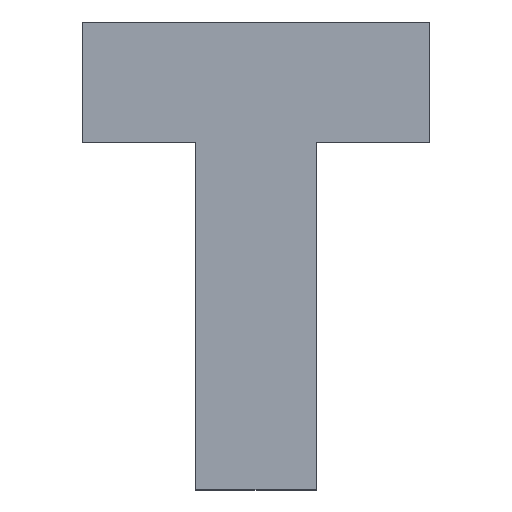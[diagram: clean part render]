
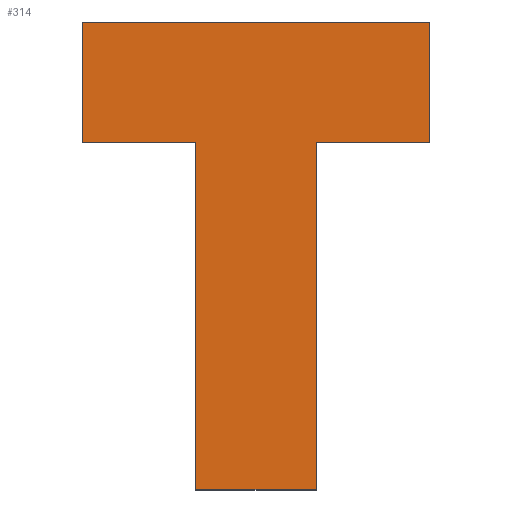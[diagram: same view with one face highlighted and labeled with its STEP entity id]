
A CAD part, top view. The second image highlights one B-rep face of the part: STEP entity #314.
In plain terms, the highlighted planar face has unit normal (0, 0, 1).
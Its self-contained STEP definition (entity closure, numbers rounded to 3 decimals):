
#24 = VERTEX_POINT('',#25);
#25 = CARTESIAN_POINT('',(-13.,13.,13.));
#32 = PLANE('',#33);
#33 = AXIS2_PLACEMENT_3D('',#34,#35,#36);
#34 = CARTESIAN_POINT('',(-13.,13.,-13.));
#35 = DIRECTION('',(1.,0.,0.));
#36 = DIRECTION('',(0.,0.,1.));
#44 = PLANE('',#45);
#45 = AXIS2_PLACEMENT_3D('',#46,#47,#48);
#46 = CARTESIAN_POINT('',(-13.,13.,-13.));
#47 = DIRECTION('',(0.,1.,0.));
#48 = DIRECTION('',(0.,0.,1.));
#85 = VERTEX_POINT('',#86);
#86 = CARTESIAN_POINT('',(-13.,22.,13.));
#100 = PLANE('',#101);
#101 = AXIS2_PLACEMENT_3D('',#102,#103,#104);
#102 = CARTESIAN_POINT('',(-13.,22.,-13.));
#103 = DIRECTION('',(0.,1.,0.));
#104 = DIRECTION('',(0.,0.,1.));
#112 = EDGE_CURVE('',#24,#85,#113,.T.);
#113 = SURFACE_CURVE('',#114,(#118,#125),.PCURVE_S1.);
#114 = LINE('',#115,#116);
#115 = CARTESIAN_POINT('',(-13.,13.,13.));
#116 = VECTOR('',#117,1.);
#117 = DIRECTION('',(0.,1.,0.));
#118 = PCURVE('',#32,#119);
#119 = DEFINITIONAL_REPRESENTATION('',(#120),#124);
#120 = LINE('',#121,#122);
#121 = CARTESIAN_POINT('',(26.,0.));
#122 = VECTOR('',#123,1.);
#123 = DIRECTION('',(0.,-1.));
#124 = ( GEOMETRIC_REPRESENTATION_CONTEXT(2) 
PARAMETRIC_REPRESENTATION_CONTEXT() REPRESENTATION_CONTEXT('2D SPACE',''
  ) );
#125 = PCURVE('',#126,#131);
#126 = PLANE('',#127);
#127 = AXIS2_PLACEMENT_3D('',#128,#129,#130);
#128 = CARTESIAN_POINT('',(-13.,13.,13.));
#129 = DIRECTION('',(0.,0.,1.));
#130 = DIRECTION('',(1.,0.,0.));
#131 = DEFINITIONAL_REPRESENTATION('',(#132),#136);
#132 = LINE('',#133,#134);
#133 = CARTESIAN_POINT('',(0.,0.));
#134 = VECTOR('',#135,1.);
#135 = DIRECTION('',(0.,1.));
#136 = ( GEOMETRIC_REPRESENTATION_CONTEXT(2) 
PARAMETRIC_REPRESENTATION_CONTEXT() REPRESENTATION_CONTEXT('2D SPACE',''
  ) );
#165 = EDGE_CURVE('',#24,#166,#168,.T.);
#166 = VERTEX_POINT('',#167);
#167 = CARTESIAN_POINT('',(-4.5,13.,13.));
#168 = SURFACE_CURVE('',#169,(#173,#180),.PCURVE_S1.);
#169 = LINE('',#170,#171);
#170 = CARTESIAN_POINT('',(-13.,13.,13.));
#171 = VECTOR('',#172,1.);
#172 = DIRECTION('',(1.,0.,0.));
#173 = PCURVE('',#44,#174);
#174 = DEFINITIONAL_REPRESENTATION('',(#175),#179);
#175 = LINE('',#176,#177);
#176 = CARTESIAN_POINT('',(26.,0.));
#177 = VECTOR('',#178,1.);
#178 = DIRECTION('',(0.,1.));
#179 = ( GEOMETRIC_REPRESENTATION_CONTEXT(2) 
PARAMETRIC_REPRESENTATION_CONTEXT() REPRESENTATION_CONTEXT('2D SPACE',''
  ) );
#180 = PCURVE('',#126,#181);
#181 = DEFINITIONAL_REPRESENTATION('',(#182),#186);
#182 = LINE('',#183,#184);
#183 = CARTESIAN_POINT('',(0.,0.));
#184 = VECTOR('',#185,1.);
#185 = DIRECTION('',(1.,0.));
#186 = ( GEOMETRIC_REPRESENTATION_CONTEXT(2) 
PARAMETRIC_REPRESENTATION_CONTEXT() REPRESENTATION_CONTEXT('2D SPACE',''
  ) );
#204 = PLANE('',#205);
#205 = AXIS2_PLACEMENT_3D('',#206,#207,#208);
#206 = CARTESIAN_POINT('',(-4.5,-13.,-13.));
#207 = DIRECTION('',(1.,0.,0.));
#208 = DIRECTION('',(0.,0.,1.));
#314 = ADVANCED_FACE('',(#315),#126,.T.);
#315 = FACE_BOUND('',#316,.T.);
#316 = EDGE_LOOP('',(#317,#318,#319,#342,#370,#398,#426,#454));
#317 = ORIENTED_EDGE('',*,*,#112,.F.);
#318 = ORIENTED_EDGE('',*,*,#165,.T.);
#319 = ORIENTED_EDGE('',*,*,#320,.F.);
#320 = EDGE_CURVE('',#321,#166,#323,.T.);
#321 = VERTEX_POINT('',#322);
#322 = CARTESIAN_POINT('',(-4.5,-13.,13.));
#323 = SURFACE_CURVE('',#324,(#328,#335),.PCURVE_S1.);
#324 = LINE('',#325,#326);
#325 = CARTESIAN_POINT('',(-4.5,-13.,13.));
#326 = VECTOR('',#327,1.);
#327 = DIRECTION('',(0.,1.,0.));
#328 = PCURVE('',#126,#329);
#329 = DEFINITIONAL_REPRESENTATION('',(#330),#334);
#330 = LINE('',#331,#332);
#331 = CARTESIAN_POINT('',(8.5,-26.));
#332 = VECTOR('',#333,1.);
#333 = DIRECTION('',(0.,1.));
#334 = ( GEOMETRIC_REPRESENTATION_CONTEXT(2) 
PARAMETRIC_REPRESENTATION_CONTEXT() REPRESENTATION_CONTEXT('2D SPACE',''
  ) );
#335 = PCURVE('',#204,#336);
#336 = DEFINITIONAL_REPRESENTATION('',(#337),#341);
#337 = LINE('',#338,#339);
#338 = CARTESIAN_POINT('',(26.,0.));
#339 = VECTOR('',#340,1.);
#340 = DIRECTION('',(0.,-1.));
#341 = ( GEOMETRIC_REPRESENTATION_CONTEXT(2) 
PARAMETRIC_REPRESENTATION_CONTEXT() REPRESENTATION_CONTEXT('2D SPACE',''
  ) );
#342 = ORIENTED_EDGE('',*,*,#343,.T.);
#343 = EDGE_CURVE('',#321,#344,#346,.T.);
#344 = VERTEX_POINT('',#345);
#345 = CARTESIAN_POINT('',(4.5,-13.,13.));
#346 = SURFACE_CURVE('',#347,(#351,#358),.PCURVE_S1.);
#347 = LINE('',#348,#349);
#348 = CARTESIAN_POINT('',(-4.5,-13.,13.));
#349 = VECTOR('',#350,1.);
#350 = DIRECTION('',(1.,0.,0.));
#351 = PCURVE('',#126,#352);
#352 = DEFINITIONAL_REPRESENTATION('',(#353),#357);
#353 = LINE('',#354,#355);
#354 = CARTESIAN_POINT('',(8.5,-26.));
#355 = VECTOR('',#356,1.);
#356 = DIRECTION('',(1.,0.));
#357 = ( GEOMETRIC_REPRESENTATION_CONTEXT(2) 
PARAMETRIC_REPRESENTATION_CONTEXT() REPRESENTATION_CONTEXT('2D SPACE',''
  ) );
#358 = PCURVE('',#359,#364);
#359 = PLANE('',#360);
#360 = AXIS2_PLACEMENT_3D('',#361,#362,#363);
#361 = CARTESIAN_POINT('',(-4.5,-13.,-13.));
#362 = DIRECTION('',(0.,1.,0.));
#363 = DIRECTION('',(0.,0.,1.));
#364 = DEFINITIONAL_REPRESENTATION('',(#365),#369);
#365 = LINE('',#366,#367);
#366 = CARTESIAN_POINT('',(26.,0.));
#367 = VECTOR('',#368,1.);
#368 = DIRECTION('',(0.,1.));
#369 = ( GEOMETRIC_REPRESENTATION_CONTEXT(2) 
PARAMETRIC_REPRESENTATION_CONTEXT() REPRESENTATION_CONTEXT('2D SPACE',''
  ) );
#370 = ORIENTED_EDGE('',*,*,#371,.T.);
#371 = EDGE_CURVE('',#344,#372,#374,.T.);
#372 = VERTEX_POINT('',#373);
#373 = CARTESIAN_POINT('',(4.5,13.,13.));
#374 = SURFACE_CURVE('',#375,(#379,#386),.PCURVE_S1.);
#375 = LINE('',#376,#377);
#376 = CARTESIAN_POINT('',(4.5,-13.,13.));
#377 = VECTOR('',#378,1.);
#378 = DIRECTION('',(0.,1.,0.));
#379 = PCURVE('',#126,#380);
#380 = DEFINITIONAL_REPRESENTATION('',(#381),#385);
#381 = LINE('',#382,#383);
#382 = CARTESIAN_POINT('',(17.5,-26.));
#383 = VECTOR('',#384,1.);
#384 = DIRECTION('',(0.,1.));
#385 = ( GEOMETRIC_REPRESENTATION_CONTEXT(2) 
PARAMETRIC_REPRESENTATION_CONTEXT() REPRESENTATION_CONTEXT('2D SPACE',''
  ) );
#386 = PCURVE('',#387,#392);
#387 = PLANE('',#388);
#388 = AXIS2_PLACEMENT_3D('',#389,#390,#391);
#389 = CARTESIAN_POINT('',(4.5,-13.,-13.));
#390 = DIRECTION('',(1.,0.,0.));
#391 = DIRECTION('',(0.,0.,1.));
#392 = DEFINITIONAL_REPRESENTATION('',(#393),#397);
#393 = LINE('',#394,#395);
#394 = CARTESIAN_POINT('',(26.,0.));
#395 = VECTOR('',#396,1.);
#396 = DIRECTION('',(0.,-1.));
#397 = ( GEOMETRIC_REPRESENTATION_CONTEXT(2) 
PARAMETRIC_REPRESENTATION_CONTEXT() REPRESENTATION_CONTEXT('2D SPACE',''
  ) );
#398 = ORIENTED_EDGE('',*,*,#399,.T.);
#399 = EDGE_CURVE('',#372,#400,#402,.T.);
#400 = VERTEX_POINT('',#401);
#401 = CARTESIAN_POINT('',(13.,13.,13.));
#402 = SURFACE_CURVE('',#403,(#407,#414),.PCURVE_S1.);
#403 = LINE('',#404,#405);
#404 = CARTESIAN_POINT('',(-13.,13.,13.));
#405 = VECTOR('',#406,1.);
#406 = DIRECTION('',(1.,0.,0.));
#407 = PCURVE('',#126,#408);
#408 = DEFINITIONAL_REPRESENTATION('',(#409),#413);
#409 = LINE('',#410,#411);
#410 = CARTESIAN_POINT('',(0.,0.));
#411 = VECTOR('',#412,1.);
#412 = DIRECTION('',(1.,0.));
#413 = ( GEOMETRIC_REPRESENTATION_CONTEXT(2) 
PARAMETRIC_REPRESENTATION_CONTEXT() REPRESENTATION_CONTEXT('2D SPACE',''
  ) );
#414 = PCURVE('',#415,#420);
#415 = PLANE('',#416);
#416 = AXIS2_PLACEMENT_3D('',#417,#418,#419);
#417 = CARTESIAN_POINT('',(-13.,13.,-13.));
#418 = DIRECTION('',(0.,1.,0.));
#419 = DIRECTION('',(0.,0.,1.));
#420 = DEFINITIONAL_REPRESENTATION('',(#421),#425);
#421 = LINE('',#422,#423);
#422 = CARTESIAN_POINT('',(26.,0.));
#423 = VECTOR('',#424,1.);
#424 = DIRECTION('',(0.,1.));
#425 = ( GEOMETRIC_REPRESENTATION_CONTEXT(2) 
PARAMETRIC_REPRESENTATION_CONTEXT() REPRESENTATION_CONTEXT('2D SPACE',''
  ) );
#426 = ORIENTED_EDGE('',*,*,#427,.T.);
#427 = EDGE_CURVE('',#400,#428,#430,.T.);
#428 = VERTEX_POINT('',#429);
#429 = CARTESIAN_POINT('',(13.,22.,13.));
#430 = SURFACE_CURVE('',#431,(#435,#442),.PCURVE_S1.);
#431 = LINE('',#432,#433);
#432 = CARTESIAN_POINT('',(13.,13.,13.));
#433 = VECTOR('',#434,1.);
#434 = DIRECTION('',(0.,1.,0.));
#435 = PCURVE('',#126,#436);
#436 = DEFINITIONAL_REPRESENTATION('',(#437),#441);
#437 = LINE('',#438,#439);
#438 = CARTESIAN_POINT('',(26.,0.));
#439 = VECTOR('',#440,1.);
#440 = DIRECTION('',(0.,1.));
#441 = ( GEOMETRIC_REPRESENTATION_CONTEXT(2) 
PARAMETRIC_REPRESENTATION_CONTEXT() REPRESENTATION_CONTEXT('2D SPACE',''
  ) );
#442 = PCURVE('',#443,#448);
#443 = PLANE('',#444);
#444 = AXIS2_PLACEMENT_3D('',#445,#446,#447);
#445 = CARTESIAN_POINT('',(13.,13.,-13.));
#446 = DIRECTION('',(1.,0.,0.));
#447 = DIRECTION('',(0.,0.,1.));
#448 = DEFINITIONAL_REPRESENTATION('',(#449),#453);
#449 = LINE('',#450,#451);
#450 = CARTESIAN_POINT('',(26.,0.));
#451 = VECTOR('',#452,1.);
#452 = DIRECTION('',(0.,-1.));
#453 = ( GEOMETRIC_REPRESENTATION_CONTEXT(2) 
PARAMETRIC_REPRESENTATION_CONTEXT() REPRESENTATION_CONTEXT('2D SPACE',''
  ) );
#454 = ORIENTED_EDGE('',*,*,#455,.F.);
#455 = EDGE_CURVE('',#85,#428,#456,.T.);
#456 = SURFACE_CURVE('',#457,(#461,#468),.PCURVE_S1.);
#457 = LINE('',#458,#459);
#458 = CARTESIAN_POINT('',(-13.,22.,13.));
#459 = VECTOR('',#460,1.);
#460 = DIRECTION('',(1.,0.,0.));
#461 = PCURVE('',#126,#462);
#462 = DEFINITIONAL_REPRESENTATION('',(#463),#467);
#463 = LINE('',#464,#465);
#464 = CARTESIAN_POINT('',(0.,9.));
#465 = VECTOR('',#466,1.);
#466 = DIRECTION('',(1.,0.));
#467 = ( GEOMETRIC_REPRESENTATION_CONTEXT(2) 
PARAMETRIC_REPRESENTATION_CONTEXT() REPRESENTATION_CONTEXT('2D SPACE',''
  ) );
#468 = PCURVE('',#100,#469);
#469 = DEFINITIONAL_REPRESENTATION('',(#470),#474);
#470 = LINE('',#471,#472);
#471 = CARTESIAN_POINT('',(26.,0.));
#472 = VECTOR('',#473,1.);
#473 = DIRECTION('',(0.,1.));
#474 = ( GEOMETRIC_REPRESENTATION_CONTEXT(2) 
PARAMETRIC_REPRESENTATION_CONTEXT() REPRESENTATION_CONTEXT('2D SPACE',''
  ) );
